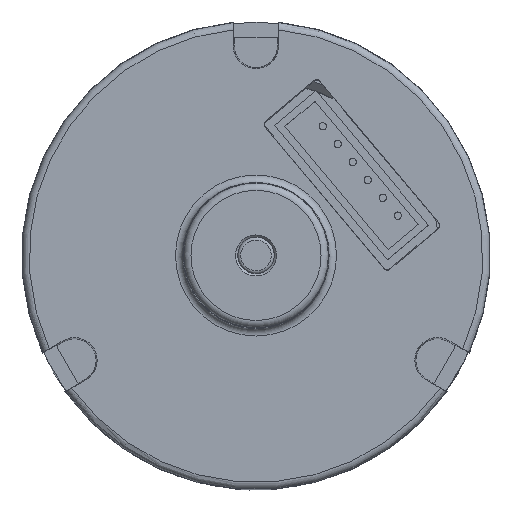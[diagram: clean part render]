
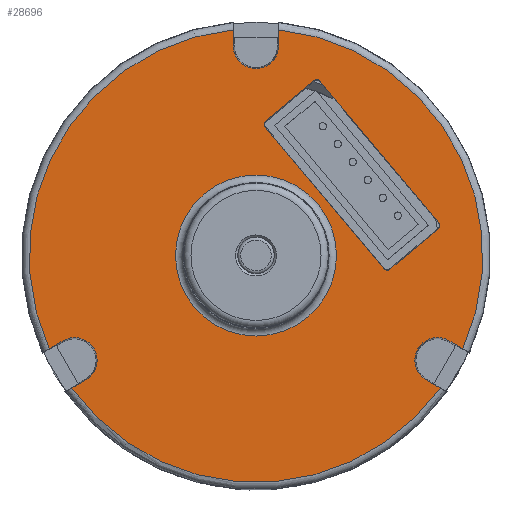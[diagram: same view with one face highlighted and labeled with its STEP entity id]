
A CAD part, top view. The second image highlights one B-rep face of the part: STEP entity #28696.
In plain terms, the highlighted planar face has unit normal (0, 0, 1).
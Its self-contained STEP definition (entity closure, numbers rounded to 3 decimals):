
#75=ELLIPSE('',#30903,0.294,0.294);
#78=ELLIPSE('',#30909,0.294,0.294);
#80=ELLIPSE('',#30913,0.294,0.294);
#81=ELLIPSE('',#30915,0.294,0.294);
#1523=LINE('',#43800,#3629);
#1525=LINE('',#43831,#3631);
#1529=LINE('',#43847,#3635);
#1531=LINE('',#43878,#3637);
#1535=LINE('',#43894,#3641);
#1537=LINE('',#43920,#3643);
#1555=LINE('',#43987,#3661);
#1556=LINE('',#43989,#3662);
#1557=LINE('',#43991,#3663);
#1558=LINE('',#43993,#3664);
#3629=VECTOR('',#34883,1000.);
#3631=VECTOR('',#34893,1000.);
#3635=VECTOR('',#34903,1000.);
#3637=VECTOR('',#34913,1000.);
#3641=VECTOR('',#34923,1000.);
#3643=VECTOR('',#34933,1000.);
#3661=VECTOR('',#35011,1000.);
#3662=VECTOR('',#35014,1000.);
#3663=VECTOR('',#35017,1000.);
#3664=VECTOR('',#35020,1000.);
#7168=ORIENTED_EDGE('',*,*,#15623,.F.);
#7169=ORIENTED_EDGE('',*,*,#15663,.T.);
#7170=ORIENTED_EDGE('',*,*,#15631,.F.);
#7171=ORIENTED_EDGE('',*,*,#15659,.T.);
#7172=ORIENTED_EDGE('',*,*,#15593,.F.);
#7173=ORIENTED_EDGE('',*,*,#15660,.T.);
#7174=ORIENTED_EDGE('',*,*,#15602,.F.);
#7175=ORIENTED_EDGE('',*,*,#15661,.T.);
#7176=ORIENTED_EDGE('',*,*,#15608,.F.);
#7177=ORIENTED_EDGE('',*,*,#15669,.T.);
#7178=ORIENTED_EDGE('',*,*,#15617,.F.);
#7179=ORIENTED_EDGE('',*,*,#15662,.T.);
#7180=ORIENTED_EDGE('',*,*,#15670,.T.);
#7181=ORIENTED_EDGE('',*,*,#15667,.T.);
#7182=ORIENTED_EDGE('',*,*,#15650,.F.);
#7183=ORIENTED_EDGE('',*,*,#15664,.T.);
#7184=ORIENTED_EDGE('',*,*,#15633,.F.);
#7185=ORIENTED_EDGE('',*,*,#15665,.T.);
#7186=ORIENTED_EDGE('',*,*,#15641,.F.);
#7187=ORIENTED_EDGE('',*,*,#15666,.T.);
#7188=ORIENTED_EDGE('',*,*,#15647,.F.);
#15593=EDGE_CURVE('',#19937,#19938,#1523,.T.);
#15602=EDGE_CURVE('',#19942,#19943,#1525,.T.);
#15608=EDGE_CURVE('',#19947,#19948,#1529,.T.);
#15617=EDGE_CURVE('',#19952,#19953,#1531,.T.);
#15623=EDGE_CURVE('',#19957,#19958,#1535,.T.);
#15631=EDGE_CURVE('',#19961,#19962,#1537,.T.);
#15633=EDGE_CURVE('',#19963,#19964,#75,.T.);
#15641=EDGE_CURVE('',#19969,#19970,#78,.T.);
#15647=EDGE_CURVE('',#19973,#19974,#80,.T.);
#15650=EDGE_CURVE('',#19975,#19976,#81,.T.);
#15659=EDGE_CURVE('',#19961,#19938,#22667,.T.);
#15660=EDGE_CURVE('',#19937,#19943,#22668,.T.);
#15661=EDGE_CURVE('',#19942,#19948,#22669,.T.);
#15662=EDGE_CURVE('',#19952,#19958,#22670,.T.);
#15663=EDGE_CURVE('',#19957,#19962,#22671,.T.);
#15664=EDGE_CURVE('',#19975,#19964,#1555,.T.);
#15665=EDGE_CURVE('',#19963,#19970,#1556,.T.);
#15666=EDGE_CURVE('',#19969,#19974,#1557,.T.);
#15667=EDGE_CURVE('',#19973,#19976,#1558,.T.);
#15669=EDGE_CURVE('',#19947,#19953,#22673,.T.);
#15670=EDGE_CURVE('',#19982,#19982,#22674,.T.);
#19937=VERTEX_POINT('',#43799);
#19938=VERTEX_POINT('',#43801);
#19942=VERTEX_POINT('',#43830);
#19943=VERTEX_POINT('',#43832);
#19947=VERTEX_POINT('',#43846);
#19948=VERTEX_POINT('',#43848);
#19952=VERTEX_POINT('',#43877);
#19953=VERTEX_POINT('',#43879);
#19957=VERTEX_POINT('',#43893);
#19958=VERTEX_POINT('',#43895);
#19961=VERTEX_POINT('',#43919);
#19962=VERTEX_POINT('',#43921);
#19963=VERTEX_POINT('',#43925);
#19964=VERTEX_POINT('',#43926);
#19969=VERTEX_POINT('',#43942);
#19970=VERTEX_POINT('',#43943);
#19973=VERTEX_POINT('',#43954);
#19974=VERTEX_POINT('',#43955);
#19975=VERTEX_POINT('',#43960);
#19976=VERTEX_POINT('',#43961);
#19982=VERTEX_POINT('',#44000);
#22667=CIRCLE('',#30922,15.54);
#22668=CIRCLE('',#30924,1.554);
#22669=CIRCLE('',#30926,15.54);
#22670=CIRCLE('',#30928,15.54);
#22671=CIRCLE('',#30930,1.554);
#22673=CIRCLE('',#30938,1.554);
#22674=CIRCLE('',#30939,5.513);
#24101=EDGE_LOOP('',(#7168,#7169,#7170,#7171,#7172,#7173,#7174,#7175,#7176,
#7177,#7178,#7179));
#24102=EDGE_LOOP('',(#7180));
#24103=EDGE_LOOP('',(#7181,#7182,#7183,#7184,#7185,#7186,#7187,#7188));
#26043=FACE_BOUND('',#24101,.T.);
#26044=FACE_BOUND('',#24102,.T.);
#26045=FACE_BOUND('',#24103,.T.);
#27823=PLANE('',#30937);
#28696=ADVANCED_FACE('',(#26043,#26044,#26045),#27823,.T.);
#30903=AXIS2_PLACEMENT_3D('',#43924,#34937,#34938);
#30909=AXIS2_PLACEMENT_3D('',#43941,#34954,#34955);
#30913=AXIS2_PLACEMENT_3D('',#43953,#34966,#34967);
#30915=AXIS2_PLACEMENT_3D('',#43959,#34972,#34973);
#30922=AXIS2_PLACEMENT_3D('',#43977,#34991,#34992);
#30924=AXIS2_PLACEMENT_3D('',#43979,#34995,#34996);
#30926=AXIS2_PLACEMENT_3D('',#43981,#34999,#35000);
#30928=AXIS2_PLACEMENT_3D('',#43983,#35003,#35004);
#30930=AXIS2_PLACEMENT_3D('',#43985,#35007,#35008);
#30937=AXIS2_PLACEMENT_3D('',#43997,#35025,#35026);
#30938=AXIS2_PLACEMENT_3D('',#43998,#35027,#35028);
#30939=AXIS2_PLACEMENT_3D('',#43999,#35029,#35030);
#34883=DIRECTION('',(0.866,-0.5,0.));
#34893=DIRECTION('',(-0.866,0.5,0.));
#34903=DIRECTION('',(0.,1.,0.));
#34913=DIRECTION('',(0.,-1.,0.));
#34923=DIRECTION('',(-0.866,-0.5,0.));
#34933=DIRECTION('',(0.866,0.5,0.));
#34937=DIRECTION('',(0.,0.,1.));
#34938=DIRECTION('',(0.996,-0.087,0.));
#34954=DIRECTION('',(0.,0.,1.));
#34955=DIRECTION('',(-0.087,-0.996,0.));
#34966=DIRECTION('',(0.,0.,1.));
#34967=DIRECTION('',(-0.996,0.087,0.));
#34972=DIRECTION('',(0.,0.,1.));
#34973=DIRECTION('',(0.087,0.996,0.));
#34991=DIRECTION('',(0.,0.,1.));
#34992=DIRECTION('',(0.,-1.,0.));
#34995=DIRECTION('',(0.,0.,-1.));
#34996=DIRECTION('',(0.,-1.,0.));
#34999=DIRECTION('',(0.,0.,1.));
#35000=DIRECTION('',(0.,-1.,0.));
#35003=DIRECTION('',(0.,0.,1.));
#35004=DIRECTION('',(0.,-1.,0.));
#35007=DIRECTION('',(0.,0.,-1.));
#35008=DIRECTION('',(0.,-1.,0.));
#35011=DIRECTION('',(-0.643,0.766,0.));
#35014=DIRECTION('',(0.766,0.643,0.));
#35017=DIRECTION('',(0.643,-0.766,0.));
#35020=DIRECTION('',(-0.766,-0.643,0.));
#35025=DIRECTION('',(0.,0.,1.));
#35026=DIRECTION('',(0.,-1.,0.));
#35027=DIRECTION('',(0.,0.,-1.));
#35028=DIRECTION('',(0.,-1.,0.));
#35029=DIRECTION('',(0.,0.,-1.));
#35030=DIRECTION('',(0.,-1.,0.));
#43799=CARTESIAN_POINT('',(11.657,-8.524,22.274));
#43800=CARTESIAN_POINT('',(13.081,-9.346,22.274));
#43801=CARTESIAN_POINT('',(12.614,-9.076,22.274));
#43830=CARTESIAN_POINT('',(14.168,-6.383,22.274));
#43831=CARTESIAN_POINT('',(13.211,-5.831,22.274));
#43832=CARTESIAN_POINT('',(13.211,-5.831,22.274));
#43846=CARTESIAN_POINT('',(1.553,14.357,22.274));
#43847=CARTESIAN_POINT('',(1.553,15.179,22.274));
#43848=CARTESIAN_POINT('',(1.553,15.462,22.274));
#43877=CARTESIAN_POINT('',(-1.556,15.462,22.274));
#43878=CARTESIAN_POINT('',(-1.556,15.179,22.274));
#43879=CARTESIAN_POINT('',(-1.556,14.357,22.274));
#43893=CARTESIAN_POINT('',(-13.21,-5.833,22.274));
#43894=CARTESIAN_POINT('',(-14.634,-6.656,22.274));
#43895=CARTESIAN_POINT('',(-14.167,-6.386,22.274));
#43919=CARTESIAN_POINT('',(-12.612,-9.078,22.274));
#43920=CARTESIAN_POINT('',(-11.656,-8.526,22.274));
#43921=CARTESIAN_POINT('',(-11.656,-8.526,22.274));
#43924=CARTESIAN_POINT('',(0.859,8.975,22.274));
#43925=CARTESIAN_POINT('',(0.67,9.201,22.274));
#43926=CARTESIAN_POINT('',(0.634,8.786,22.274));
#43941=CARTESIAN_POINT('',(4.162,11.748,22.274));
#43942=CARTESIAN_POINT('',(4.388,11.937,22.274));
#43943=CARTESIAN_POINT('',(3.973,11.973,22.274));
#43953=CARTESIAN_POINT('',(12.292,2.061,22.274));
#43954=CARTESIAN_POINT('',(12.481,1.836,22.274));
#43955=CARTESIAN_POINT('',(12.517,2.251,22.274));
#43959=CARTESIAN_POINT('',(8.988,-0.711,22.274));
#43960=CARTESIAN_POINT('',(8.763,-0.9,22.274));
#43961=CARTESIAN_POINT('',(9.178,-0.936,22.274));
#43977=CARTESIAN_POINT('',(0.,0.,22.274));
#43979=CARTESIAN_POINT('',(12.434,-7.178,22.274));
#43981=CARTESIAN_POINT('',(0.,0.,22.274));
#43983=CARTESIAN_POINT('',(0.,0.,22.274));
#43985=CARTESIAN_POINT('',(-12.433,-7.18,22.274));
#43987=CARTESIAN_POINT('',(8.764,-0.902,22.274));
#43989=CARTESIAN_POINT('',(0.668,9.199,22.274));
#43991=CARTESIAN_POINT('',(4.386,11.939,22.274));
#43993=CARTESIAN_POINT('',(12.483,1.837,22.274));
#43997=CARTESIAN_POINT('',(-15.728,15.646,22.274));
#43998=CARTESIAN_POINT('',(-0.001,14.357,22.274));
#43999=CARTESIAN_POINT('',(0.,0.,22.274));
#44000=CARTESIAN_POINT('',(0.,-5.513,22.274));
